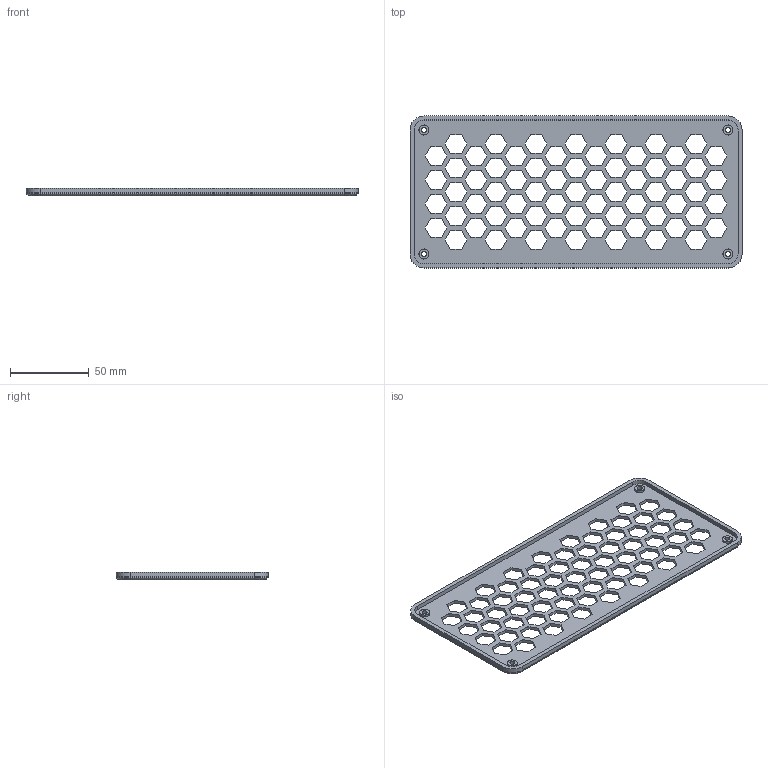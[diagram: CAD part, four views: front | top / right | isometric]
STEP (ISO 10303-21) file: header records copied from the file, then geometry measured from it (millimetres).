
FILE_DESCRIPTION(('FreeCAD Model'),'2;1');
FILE_NAME('Open CASCADE Shape Model','2023-02-10T18:32:23',(''),(''), 'Open CASCADE STEP processor 7.6','FreeCAD','Unknown');
FILE_SCHEMA(('AUTOMOTIVE_DESIGN { 1 0 10303 214 1 1 1 1 }'));
Length unit declared in the file: millimetre
Products named in the file (1): Body
Bounding box: 210.82 x 96.52 x 4.83 mm (x, y, z)
Volume: 28354.7 mm3; surface area: 34033.6 mm2
Topology: 1 solids, 1 shells, 449 faces, 1310 edges, 868 vertices
Faces by surface type: plane 425, cylinder 20, cone 4
Full cylindrical faces by diameter (mm): 3.048 x4, 6.35 x4
Entity records: 31904 total; most frequent: CARTESIAN_POINT 5272, DIRECTION 4866, LINE 3858, VECTOR 3858, ORIENTED_EDGE 2620, PCURVE 2620, DEFINITIONAL_REPRESENTATION 2620, EDGE_CURVE 1310
